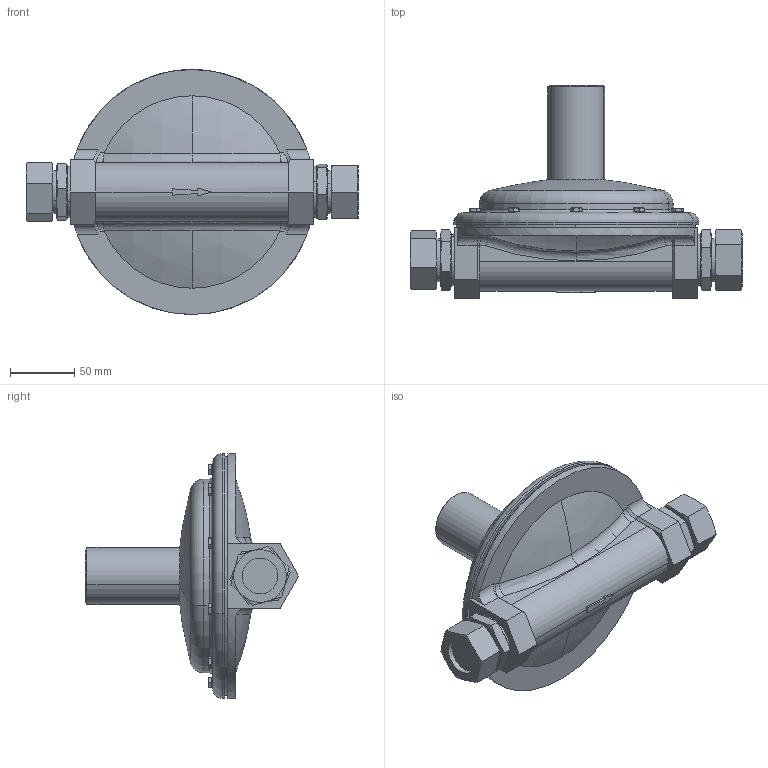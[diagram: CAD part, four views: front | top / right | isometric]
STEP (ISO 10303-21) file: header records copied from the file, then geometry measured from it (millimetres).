
FILE_DESCRIPTION (( 'STEP AP214' ), '1' );
FILE_NAME ('RMG835-E28-E28-25-1&2.STEP', '2016-03-31T11:00:34', ( 'Honeywell' ), ( 'Honeywell' ), 'SwSTEP 2.0', 'SolidWorks 2015', '' );
FILE_SCHEMA (( 'AUTOMOTIVE_DESIGN' ));
Length unit declared in the file: millimetre
Products named in the file (1): RMG835-E28-E28-25-1&2
Bounding box: 258.81 x 166.08 x 191 mm (x, y, z)
Volume: 1492145.1 mm3; surface area: 115188.2 mm2
Topology: 1 solids, 1 shells, 389 faces, 869 edges, 508 vertices
Faces by surface type: plane 201, cone 108, cylinder 65, torus 9, sphere 6
Entity records: 13292 total; most frequent: CARTESIAN_POINT 3015, ORIENTED_EDGE 1738, DIRECTION 1693, EDGE_CURVE 869, AXIS2_PLACEMENT_3D 674, VERTEX_POINT 508, EDGE_LOOP 415, ADVANCED_FACE 389
